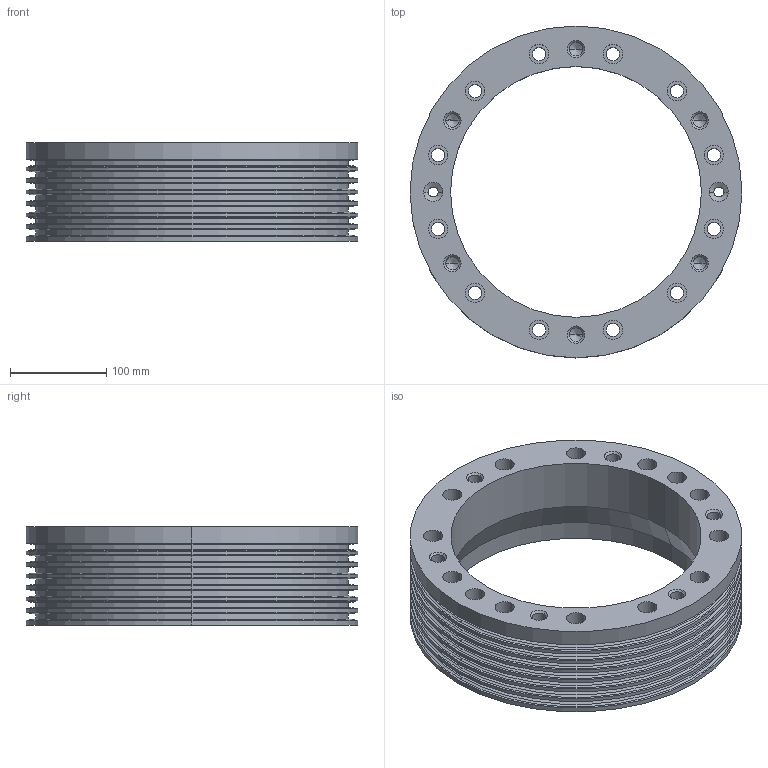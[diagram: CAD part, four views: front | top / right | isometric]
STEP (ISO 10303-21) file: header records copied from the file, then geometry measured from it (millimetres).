
FILE_DESCRIPTION (( 'STEP AP203' ), '1' );
FILE_NAME ('kvshll340_7.STEP', '2022-11-02T11:41:03', ( '' ), ( '' ), '', '', '' );
FILE_SCHEMA (( 'CONFIG_CONTROL_DESIGN' ));
Length unit declared in the file: millimetre
Products named in the file (1): kvshll340_7
Bounding box: 344 x 344 x 102 mm (x, y, z)
Volume: 2927822.3 mm3; surface area: 479126 mm2
Topology: 1 solids, 1 shells, 216 faces, 472 edges, 278 vertices
Faces by surface type: cylinder 102, cone 58, torus 28, plane 28
Entity records: 6013 total; most frequent: DIRECTION 1194, CARTESIAN_POINT 955, ORIENTED_EDGE 920, AXIS2_PLACEMENT_3D 517, EDGE_CURVE 460, CIRCLE 300, EDGE_LOOP 278, VERTEX_POINT 278
